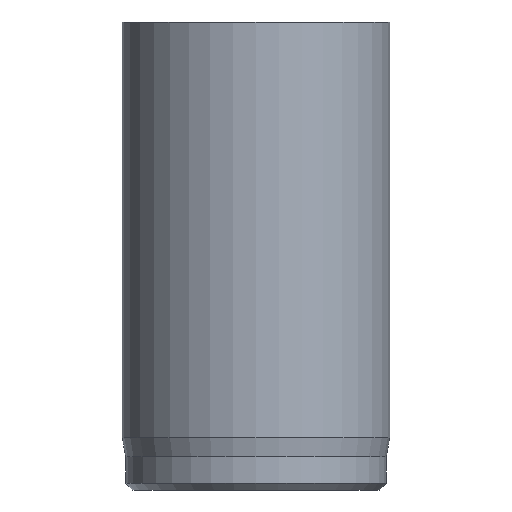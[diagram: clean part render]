
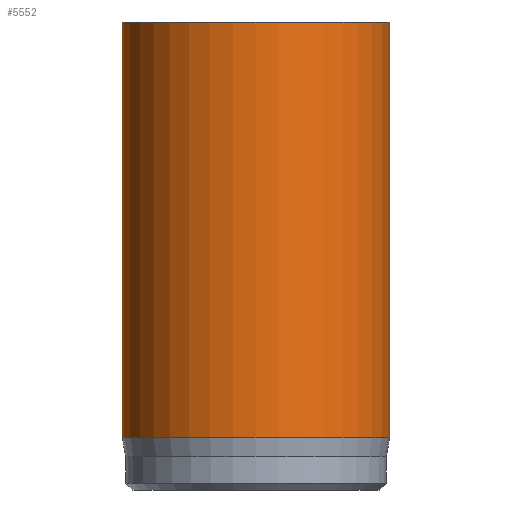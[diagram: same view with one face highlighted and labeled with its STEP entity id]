
A CAD part, front view. The second image highlights one B-rep face of the part: STEP entity #5552.
In plain terms, the highlighted cylindrical face has radius 4 mm (diameter 8 mm), a full revolution.
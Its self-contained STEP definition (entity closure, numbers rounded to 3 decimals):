
#31=CYLINDRICAL_SURFACE('',#5744,4.);
#45=CIRCLE('',#5718,4.);
#57=CIRCLE('',#5742,4.);
#58=CIRCLE('',#5743,4.);
#485=FACE_OUTER_BOUND('',#810,.T.);
#810=EDGE_LOOP('',(#4983,#4984,#4985,#4986,#4987));
#1234=LINE('',#10509,#1664);
#1664=VECTOR('',#6418,4.);
#2563=VERTEX_POINT('',#10461);
#2575=VERTEX_POINT('',#10503);
#2576=VERTEX_POINT('',#10504);
#3365=EDGE_CURVE('',#2563,#2563,#45,.T.);
#3383=EDGE_CURVE('',#2575,#2576,#57,.T.);
#3384=EDGE_CURVE('',#2576,#2575,#58,.T.);
#3386=EDGE_CURVE('',#2563,#2575,#1234,.T.);
#4983=ORIENTED_EDGE('',*,*,#3365,.T.);
#4984=ORIENTED_EDGE('',*,*,#3386,.T.);
#4985=ORIENTED_EDGE('',*,*,#3383,.T.);
#4986=ORIENTED_EDGE('',*,*,#3384,.T.);
#4987=ORIENTED_EDGE('',*,*,#3386,.F.);
#5552=ADVANCED_FACE('',(#485),#31,.T.);
#5718=AXIS2_PLACEMENT_3D('',#10462,#6357,#6358);
#5742=AXIS2_PLACEMENT_3D('',#10505,#6411,#6412);
#5743=AXIS2_PLACEMENT_3D('',#10506,#6413,#6414);
#5744=AXIS2_PLACEMENT_3D('',#10508,#6416,#6417);
#6357=DIRECTION('center_axis',(0.,0.,-1.));
#6358=DIRECTION('ref_axis',(-1.,0.,0.));
#6411=DIRECTION('center_axis',(0.,0.,1.));
#6412=DIRECTION('ref_axis',(-1.,0.,0.));
#6413=DIRECTION('center_axis',(0.,0.,1.));
#6414=DIRECTION('ref_axis',(-1.,0.,0.));
#6416=DIRECTION('center_axis',(0.,0.,1.));
#6417=DIRECTION('ref_axis',(-1.,0.,0.));
#6418=DIRECTION('',(0.,0.,-1.));
#10461=CARTESIAN_POINT('',(4.,0.,14.));
#10462=CARTESIAN_POINT('Origin',(0.,0.,14.));
#10503=CARTESIAN_POINT('',(4.,0.,1.567));
#10504=CARTESIAN_POINT('',(-4.,0.,1.567));
#10505=CARTESIAN_POINT('Origin',(0.,0.,1.567));
#10506=CARTESIAN_POINT('Origin',(0.,0.,1.567));
#10508=CARTESIAN_POINT('Origin',(0.,0.,0.));
#10509=CARTESIAN_POINT('',(4.,0.,0.));
